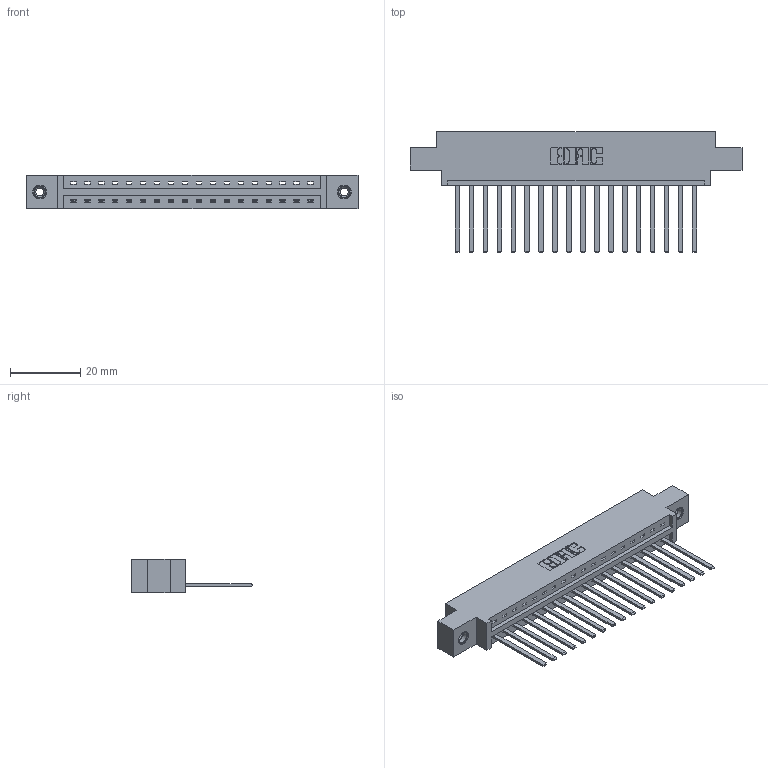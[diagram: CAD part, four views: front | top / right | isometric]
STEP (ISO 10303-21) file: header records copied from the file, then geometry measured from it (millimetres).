
FILE_DESCRIPTION (( 'STEP AP203' ), '1' );
FILE_NAME ('387-018-544-608.STEP', '2018-09-12T10:37:51', ( '' ), ( '' ), 'SwSTEP 2.0', 'SolidWorks 2016', '' );
FILE_SCHEMA (( 'CONFIG_CONTROL_DESIGN' ));
Length unit declared in the file: inch
Products named in the file (4): 337 Part_0.170 Offset - 0.156 Dia-TI; 345-292-001_345-293-144; 345-250-001_345-250-003-102; 387-018-544-608
Assembly tree (21 placements, depth 2):
  387-018-544-608
    337 Part_0.170 Offset - 0.156 Dia-TI
    345-292-001_345-293-144  x18
    345-250-001_345-250-003-102  x2
Bounding box: 94.34 x 34.3 x 9.4 mm (x, y, z)
Volume: 9588.7 mm3; surface area: 10587.2 mm2
Topology: 21 solids, 21 shells, 1186 faces, 3519 edges, 2314 vertices
Faces by surface type: plane 862, cylinder 308, cone 12, torus 4
Entity records: 17618 total; most frequent: CARTESIAN_POINT 3047, ORIENTED_EDGE 2994, DIRECTION 2643, EDGE_CURVE 1497, VECTOR 1353, LINE 1353, VERTEX_POINT 992, AXIS2_PLACEMENT_3D 645
